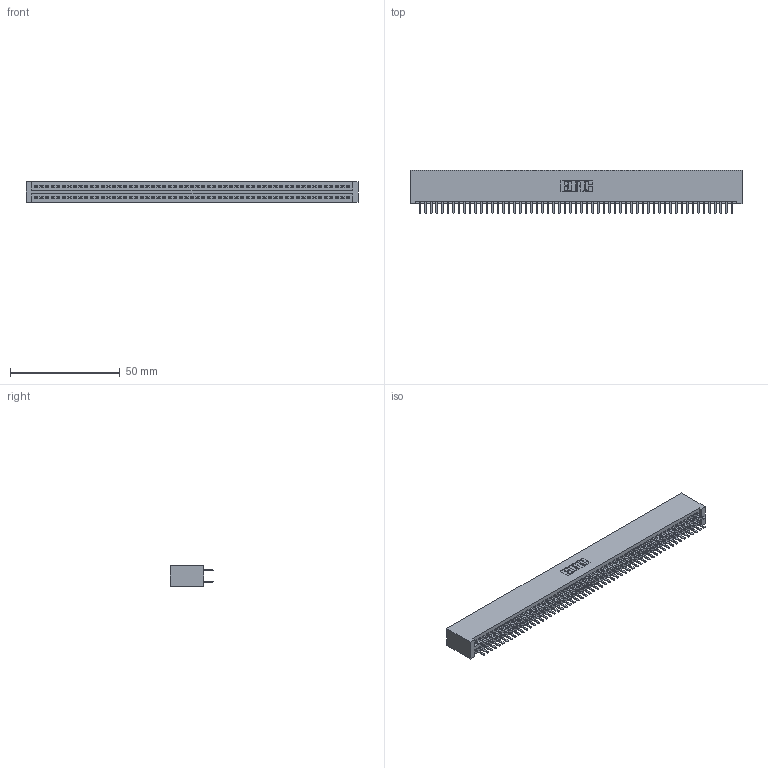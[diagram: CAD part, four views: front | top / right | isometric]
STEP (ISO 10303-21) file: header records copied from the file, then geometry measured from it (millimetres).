
FILE_DESCRIPTION (( 'STEP AP203' ), '1' );
FILE_NAME ('395-114-520-201.STEP', '2018-12-01T13:30:30', ( '' ), ( '' ), 'SwSTEP 2.0', 'SolidWorks 2016', '' );
FILE_SCHEMA (( 'CONFIG_CONTROL_DESIGN' ));
Length unit declared in the file: inch
Products named in the file (3): 395-114-520-201; 345 Part_No Mounting Lugs; 345-292-001_345-293-120
Assembly tree (115 placements, depth 2):
  395-114-520-201
    345 Part_No Mounting Lugs
    345-292-001_345-293-120  x114
Bounding box: 151.38 x 19.68 x 9.4 mm (x, y, z)
Volume: 15410.6 mm3; surface area: 23266.7 mm2
Topology: 115 solids, 115 shells, 6274 faces, 18215 edges, 11838 vertices
Faces by surface type: plane 4066, cylinder 2208
Entity records: 42541 total; most frequent: CARTESIAN_POINT 7128, ORIENTED_EDGE 7050, DIRECTION 6249, EDGE_CURVE 3525, VECTOR 3169, LINE 3169, VERTEX_POINT 2346, AXIS2_PLACEMENT_3D 1540
